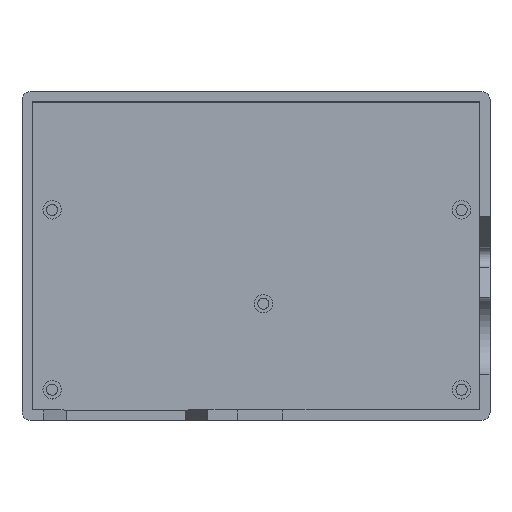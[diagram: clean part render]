
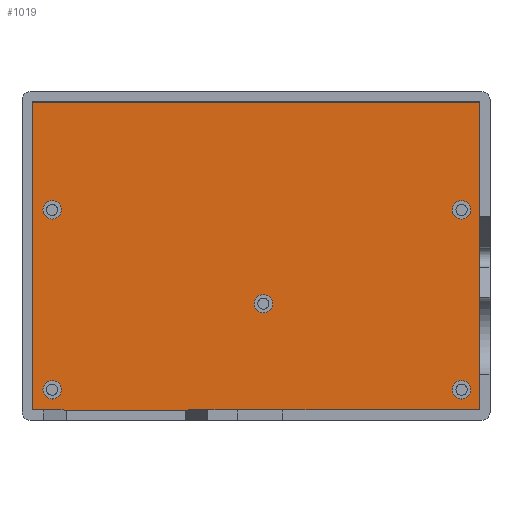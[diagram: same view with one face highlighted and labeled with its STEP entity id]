
A CAD part, top view. The second image highlights one B-rep face of the part: STEP entity #1019.
In plain terms, the highlighted planar face has unit normal (0, 0, 1).
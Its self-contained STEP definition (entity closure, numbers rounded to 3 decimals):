
#32=FACE_BOUND('',#213,.T.);
#33=FACE_BOUND('',#214,.T.);
#34=FACE_BOUND('',#215,.T.);
#35=FACE_BOUND('',#216,.T.);
#36=FACE_BOUND('',#217,.T.);
#73=PLANE('',#1142);
#134=FACE_OUTER_BOUND('',#212,.T.);
#212=EDGE_LOOP('',(#926,#927,#928,#929));
#213=EDGE_LOOP('',(#930));
#214=EDGE_LOOP('',(#931));
#215=EDGE_LOOP('',(#932));
#216=EDGE_LOOP('',(#933));
#217=EDGE_LOOP('',(#934));
#229=LINE('',#1484,#316);
#279=LINE('',#1634,#366);
#292=LINE('',#1661,#379);
#294=LINE('',#1664,#381);
#316=VECTOR('',#1170,10.);
#366=VECTOR('',#1320,10.);
#379=VECTOR('',#1351,10.);
#381=VECTOR('',#1355,10.);
#421=CIRCLE('',#1104,2.25);
#424=CIRCLE('',#1109,2.25);
#427=CIRCLE('',#1114,2.25);
#430=CIRCLE('',#1119,2.25);
#433=CIRCLE('',#1124,2.25);
#453=VERTEX_POINT('',#1481);
#454=VERTEX_POINT('',#1483);
#504=VERTEX_POINT('',#1633);
#509=VERTEX_POINT('',#1660);
#511=VERTEX_POINT('',#1669);
#514=VERTEX_POINT('',#1678);
#517=VERTEX_POINT('',#1687);
#520=VERTEX_POINT('',#1696);
#523=VERTEX_POINT('',#1705);
#545=EDGE_CURVE('',#453,#454,#229,.T.);
#619=EDGE_CURVE('',#504,#454,#279,.T.);
#632=EDGE_CURVE('',#509,#504,#292,.T.);
#634=EDGE_CURVE('',#453,#509,#294,.T.);
#637=EDGE_CURVE('',#511,#511,#421,.T.);
#641=EDGE_CURVE('',#514,#514,#424,.T.);
#645=EDGE_CURVE('',#517,#517,#427,.T.);
#649=EDGE_CURVE('',#520,#520,#430,.T.);
#653=EDGE_CURVE('',#523,#523,#433,.T.);
#926=ORIENTED_EDGE('',*,*,#545,.F.);
#927=ORIENTED_EDGE('',*,*,#634,.T.);
#928=ORIENTED_EDGE('',*,*,#632,.T.);
#929=ORIENTED_EDGE('',*,*,#619,.T.);
#930=ORIENTED_EDGE('',*,*,#637,.T.);
#931=ORIENTED_EDGE('',*,*,#641,.T.);
#932=ORIENTED_EDGE('',*,*,#645,.T.);
#933=ORIENTED_EDGE('',*,*,#649,.T.);
#934=ORIENTED_EDGE('',*,*,#653,.T.);
#1019=ADVANCED_FACE('',(#134,#32,#33,#34,#35,#36),#73,.F.);
#1104=AXIS2_PLACEMENT_3D('',#1671,#1363,#1364);
#1109=AXIS2_PLACEMENT_3D('',#1680,#1374,#1375);
#1114=AXIS2_PLACEMENT_3D('',#1689,#1385,#1386);
#1119=AXIS2_PLACEMENT_3D('',#1698,#1396,#1397);
#1124=AXIS2_PLACEMENT_3D('',#1707,#1407,#1408);
#1142=AXIS2_PLACEMENT_3D('',#1736,#1448,#1449);
#1170=DIRECTION('',(0.,-1.,0.));
#1320=DIRECTION('',(1.,0.,0.));
#1351=DIRECTION('',(0.,-1.,0.));
#1355=DIRECTION('',(-1.,0.,0.));
#1363=DIRECTION('center_axis',(0.,0.,-1.));
#1364=DIRECTION('ref_axis',(1.,0.,0.));
#1374=DIRECTION('center_axis',(0.,0.,-1.));
#1375=DIRECTION('ref_axis',(1.,0.,0.));
#1385=DIRECTION('center_axis',(0.,0.,-1.));
#1386=DIRECTION('ref_axis',(1.,0.,0.));
#1396=DIRECTION('center_axis',(0.,0.,-1.));
#1397=DIRECTION('ref_axis',(1.,0.,0.));
#1407=DIRECTION('center_axis',(0.,0.,-1.));
#1408=DIRECTION('ref_axis',(1.,0.,0.));
#1448=DIRECTION('center_axis',(0.,0.,-1.));
#1449=DIRECTION('ref_axis',(-1.,0.,0.));
#1481=CARTESIAN_POINT('',(41.26,75.386,-4.6));
#1483=CARTESIAN_POINT('',(41.26,0.386,-4.6));
#1484=CARTESIAN_POINT('',(41.26,53.591,-4.6));
#1633=CARTESIAN_POINT('',(-67.7,0.386,-4.6));
#1634=CARTESIAN_POINT('',(-67.7,0.386,-4.6));
#1660=CARTESIAN_POINT('',(-67.7,75.386,-4.6));
#1661=CARTESIAN_POINT('',(-67.7,75.386,-4.6));
#1664=CARTESIAN_POINT('',(41.26,75.386,-4.6));
#1669=CARTESIAN_POINT('',(-65.115,49.141,-4.6));
#1671=CARTESIAN_POINT('Origin',(-62.865,49.141,-4.6));
#1678=CARTESIAN_POINT('',(34.58,5.326,-4.6));
#1680=CARTESIAN_POINT('Origin',(36.83,5.326,-4.6));
#1687=CARTESIAN_POINT('',(-65.115,5.326,-4.6));
#1689=CARTESIAN_POINT('Origin',(-62.865,5.326,-4.6));
#1696=CARTESIAN_POINT('',(34.58,49.141,-4.6));
#1698=CARTESIAN_POINT('Origin',(36.83,49.141,-4.6));
#1705=CARTESIAN_POINT('',(-13.68,26.281,-4.6));
#1707=CARTESIAN_POINT('Origin',(-11.43,26.281,-4.6));
#1736=CARTESIAN_POINT('Origin',(-13.22,37.886,-4.6));
